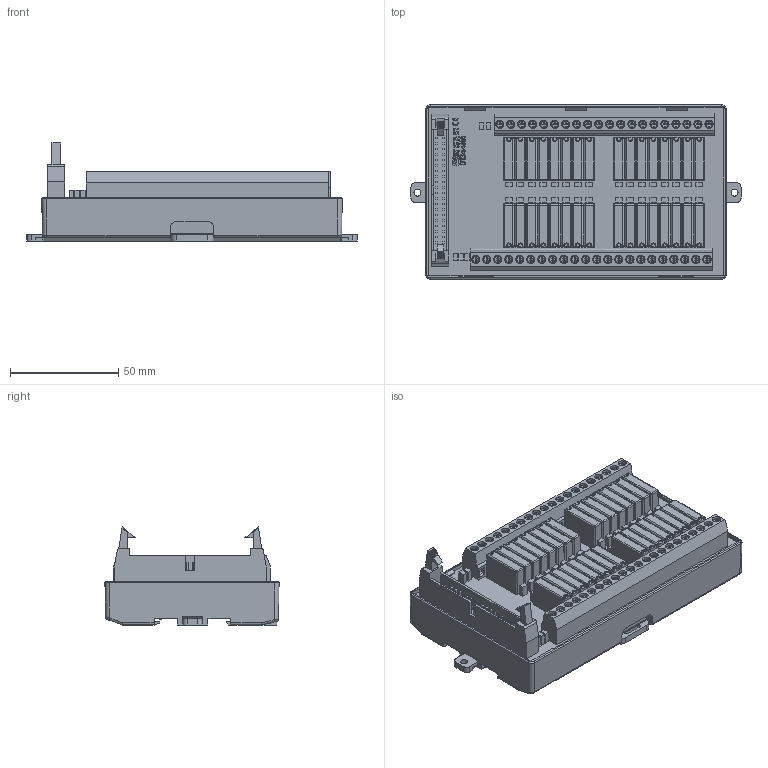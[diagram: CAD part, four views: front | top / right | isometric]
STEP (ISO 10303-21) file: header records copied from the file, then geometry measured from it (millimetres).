
FILE_DESCRIPTION(/* description */ (''),/* implementation_level */ '2;1');
FILE_NAME(/* name */ '131.stp',/* time_stamp */ '2024-08-16T14:54:26+08:00',/* author */ (''),/* organization */ (''),/* preprocessor_version */ 'ST-DEVELOPER v14',/* originating_system */ 'SIEMENS PLM Software NX 8.0',/* authorisation */ '');
FILE_SCHEMA (('AUTOMOTIVE_DESIGN { 1 0 10303 214 3 1 1 1 }'));
Products named in the file (1): Admi3260DBFCacdm
Bounding box: 152.4 x 80.4 x 45.25 mm (x, y, z)
Volume: 260290.3 mm3; surface area: 67878.4 mm2
Topology: 3 solids, 3 shells, 3126 faces, 7715 edges, 4735 vertices
Faces by surface type: plane 2191, cylinder 635, sphere 128, torus 118, cone 32, extrusion 12, bspline 10
Full cylindrical faces by diameter (mm): 3.2 x2, 3.8 x42
Entity records: 95440 total; most frequent: CARTESIAN_POINT 19537, ORIENTED_EDGE 15086, DIRECTION 14942, EDGE_CURVE 7543, VECTOR 5808, LINE 5796, VERTEX_POINT 4735, AXIS2_PLACEMENT_3D 4567
